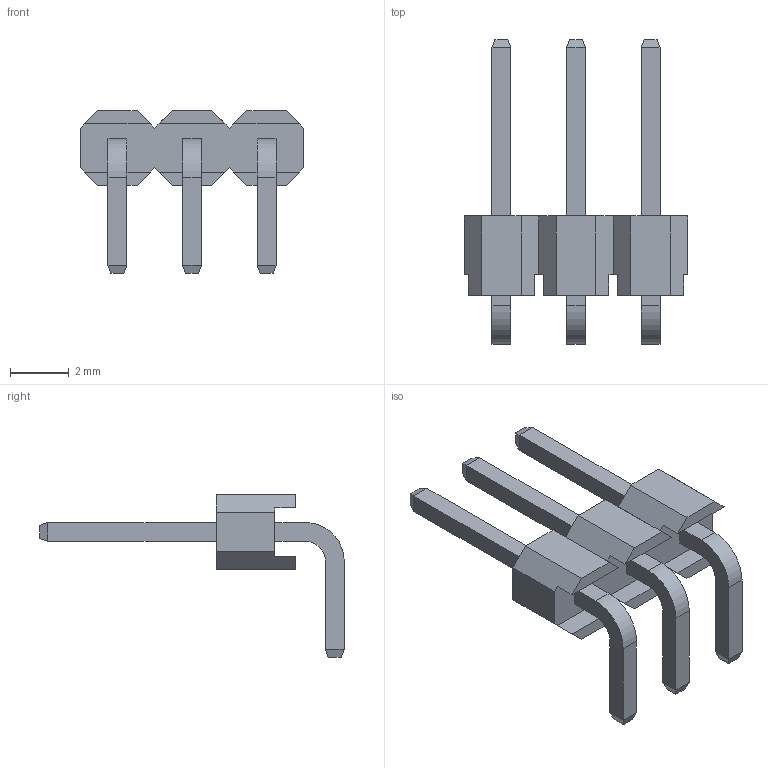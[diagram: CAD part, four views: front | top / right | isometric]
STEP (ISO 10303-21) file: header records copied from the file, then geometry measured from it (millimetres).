
FILE_DESCRIPTION(('STEP AP214'), '1');
FILE_NAME('DS1022 (PLS-RD CONNFLY)', '2019-01-13T18:22:26', ('Chugay'), (''), 'ASCON STEP Converter 1.3', 'ASCON Math Kernel', '');
FILE_SCHEMA(('AUTOMOTIVE_DESIGN { 1 0 10303 214 3 1 1}'));
Length unit declared in the file: millimetre
Bounding box: 7.62 x 10.36 x 5.54 mm (x, y, z)
Volume: 52.2 mm3; surface area: 186.1 mm2
Topology: 1 solids, 1 shells, 100 faces, 252 edges, 160 vertices
Faces by surface type: plane 94, cylinder 6
Entity records: 3760 total; most frequent: CARTESIAN_POINT 513, ORIENTED_EDGE 504, DIRECTION 466, EDGE_CURVE 252, LINE 240, VECTOR 240, VERTEX_POINT 160, AXIS2_PLACEMENT_3D 113
